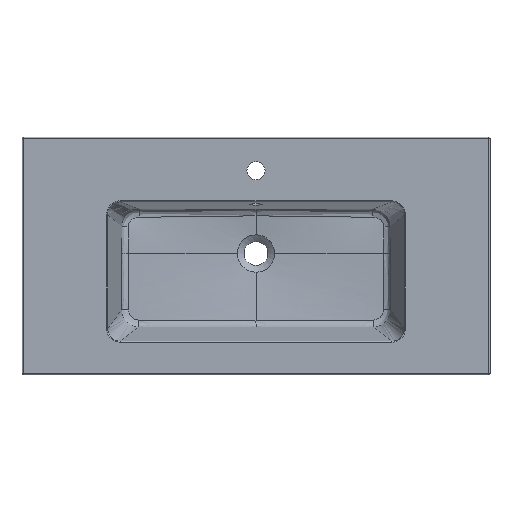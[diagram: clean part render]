
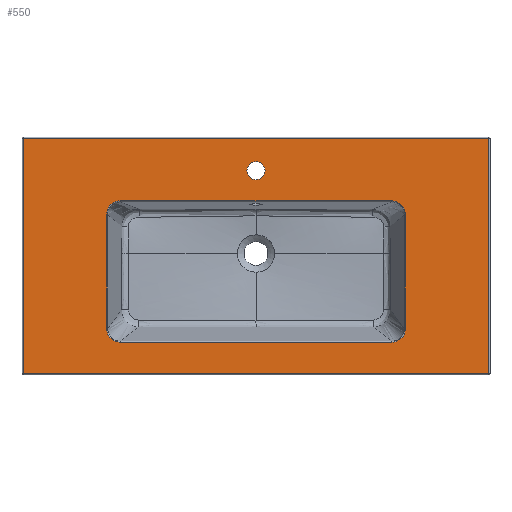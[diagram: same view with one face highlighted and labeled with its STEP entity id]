
A CAD part, top view. The second image highlights one B-rep face of the part: STEP entity #550.
In plain terms, the highlighted planar face has unit normal (0, 0, 1).
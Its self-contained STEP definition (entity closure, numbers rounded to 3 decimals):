
#550=ADVANCED_FACE('',(#752,#753,#754),#730,.T.);
#730=PLANE('',#3437);
#752=FACE_BOUND('',#818,.T.);
#753=FACE_BOUND('',#819,.T.);
#754=FACE_BOUND('',#820,.T.);
#818=EDGE_LOOP('',(#1707));
#819=EDGE_LOOP('',(#1708,#1709,#1710,#1711,#1712,#1713,#1714,#1715));
#820=EDGE_LOOP('',(#1716,#1717,#1718,#1719));
#1034=CIRCLE('',#3436,17.5);
#1313=B_SPLINE_CURVE_WITH_KNOTS('',3,(#29915,#29916,#29917,#29918,#29919,
#29920,#29921,#29922,#29923,#29924),.UNSPECIFIED.,.F.,.F.,(4,2,2,2,4),(0.,
0.25,0.5,0.75,1.),.UNSPECIFIED.);
#1314=B_SPLINE_CURVE_WITH_KNOTS('',3,(#29929,#29930,#29931,#29932,#29933,
#29934,#29935,#29936,#29937,#29938),.UNSPECIFIED.,.F.,.F.,(4,2,2,2,4),(0.,
0.25,0.5,0.75,1.),.UNSPECIFIED.);
#1315=B_SPLINE_CURVE_WITH_KNOTS('',3,(#29942,#29943,#29944,#29945,#29946,
#29947,#29948,#29949,#29950,#29951),.UNSPECIFIED.,.F.,.F.,(4,2,2,2,4),(0.,
0.25,0.5,0.75,1.),.UNSPECIFIED.);
#1316=B_SPLINE_CURVE_WITH_KNOTS('',3,(#29955,#29956,#29957,#29958,#29959,
#29960,#29961,#29962,#29963,#29964),.UNSPECIFIED.,.F.,.F.,(4,2,2,2,4),(0.,
0.25,0.5,0.75,1.),.UNSPECIFIED.);
#1707=ORIENTED_EDGE('',*,*,#2962,.T.);
#1708=ORIENTED_EDGE('',*,*,#2963,.T.);
#1709=ORIENTED_EDGE('',*,*,#2964,.T.);
#1710=ORIENTED_EDGE('',*,*,#2965,.T.);
#1711=ORIENTED_EDGE('',*,*,#2966,.T.);
#1712=ORIENTED_EDGE('',*,*,#2967,.T.);
#1713=ORIENTED_EDGE('',*,*,#2968,.T.);
#1714=ORIENTED_EDGE('',*,*,#2969,.T.);
#1715=ORIENTED_EDGE('',*,*,#2970,.T.);
#1716=ORIENTED_EDGE('',*,*,#2971,.T.);
#1717=ORIENTED_EDGE('',*,*,#2972,.T.);
#1718=ORIENTED_EDGE('',*,*,#2973,.T.);
#1719=ORIENTED_EDGE('',*,*,#2974,.T.);
#2619=VERTEX_POINT('',#29914);
#2620=VERTEX_POINT('',#29925);
#2621=VERTEX_POINT('',#29926);
#2622=VERTEX_POINT('',#29928);
#2623=VERTEX_POINT('',#29939);
#2624=VERTEX_POINT('',#29941);
#2625=VERTEX_POINT('',#29952);
#2626=VERTEX_POINT('',#29954);
#2627=VERTEX_POINT('',#29965);
#2628=VERTEX_POINT('',#29968);
#2629=VERTEX_POINT('',#29969);
#2630=VERTEX_POINT('',#29971);
#2631=VERTEX_POINT('',#29973);
#2962=EDGE_CURVE('',#2619,#2619,#1034,.T.);
#2963=EDGE_CURVE('',#2620,#2621,#1313,.T.);
#2964=EDGE_CURVE('',#2621,#2622,#3308,.T.);
#2965=EDGE_CURVE('',#2622,#2623,#1314,.T.);
#2966=EDGE_CURVE('',#2623,#2624,#3309,.T.);
#2967=EDGE_CURVE('',#2624,#2625,#1315,.T.);
#2968=EDGE_CURVE('',#2625,#2626,#3310,.T.);
#2969=EDGE_CURVE('',#2626,#2627,#1316,.T.);
#2970=EDGE_CURVE('',#2627,#2620,#3311,.T.);
#2971=EDGE_CURVE('',#2628,#2629,#3312,.T.);
#2972=EDGE_CURVE('',#2629,#2630,#3313,.T.);
#2973=EDGE_CURVE('',#2630,#2631,#3314,.T.);
#2974=EDGE_CURVE('',#2631,#2628,#3315,.T.);
#3308=LINE('',#29927,#3361);
#3309=LINE('',#29940,#3362);
#3310=LINE('',#29953,#3363);
#3311=LINE('',#29966,#3364);
#3312=LINE('',#29967,#3365);
#3313=LINE('',#29970,#3366);
#3314=LINE('',#29972,#3367);
#3315=LINE('',#29974,#3368);
#3361=VECTOR('',#3766,1.);
#3362=VECTOR('',#3767,1.);
#3363=VECTOR('',#3768,1.);
#3364=VECTOR('',#3769,1.);
#3365=VECTOR('',#3770,1.);
#3366=VECTOR('',#3771,1.);
#3367=VECTOR('',#3772,1.);
#3368=VECTOR('',#3773,1.);
#3436=AXIS2_PLACEMENT_3D('',#29913,#3764,#3765);
#3437=AXIS2_PLACEMENT_3D('',#29975,#3774,#3775);
#3764=DIRECTION('',(0.,0.,-1.));
#3765=DIRECTION('',(1.,0.,0.));
#3766=DIRECTION('',(0.,-1.,0.));
#3767=DIRECTION('',(-1.,0.,0.));
#3768=DIRECTION('',(0.,1.,0.));
#3769=DIRECTION('',(1.,0.,0.));
#3770=DIRECTION('',(0.,-1.,0.));
#3771=DIRECTION('',(1.,0.,0.));
#3772=DIRECTION('',(0.,1.,0.));
#3773=DIRECTION('',(-1.,0.,0.));
#3774=DIRECTION('',(0.,0.,1.));
#3775=DIRECTION('',(1.,0.,0.));
#29913=CARTESIAN_POINT('',(0.,160.,125.));
#29914=CARTESIAN_POINT('',(17.5,160.,125.));
#29915=CARTESIAN_POINT('',(261.566,101.754,125.));
#29916=CARTESIAN_POINT('',(265.136,101.754,125.));
#29917=CARTESIAN_POINT('',(268.692,101.12,125.));
#29918=CARTESIAN_POINT('',(275.286,98.608,125.));
#29919=CARTESIAN_POINT('',(278.365,96.707,125.));
#29920=CARTESIAN_POINT('',(283.51,91.838,125.));
#29921=CARTESIAN_POINT('',(285.565,88.899,125.));
#29922=CARTESIAN_POINT('',(288.354,82.323,125.));
#29923=CARTESIAN_POINT('',(289.035,78.88,125.));
#29924=CARTESIAN_POINT('',(289.035,75.308,125.));
#29925=CARTESIAN_POINT('',(261.566,101.754,125.));
#29926=CARTESIAN_POINT('',(289.035,75.308,125.));
#29927=CARTESIAN_POINT('',(289.035,0.,125.));
#29928=CARTESIAN_POINT('',(289.035,-144.831,125.));
#29929=CARTESIAN_POINT('',(289.035,-144.831,125.));
#29930=CARTESIAN_POINT('',(289.035,-148.376,125.));
#29931=CARTESIAN_POINT('',(288.392,-151.899,125.));
#29932=CARTESIAN_POINT('',(285.806,-158.421,125.));
#29933=CARTESIAN_POINT('',(283.857,-161.422,125.));
#29934=CARTESIAN_POINT('',(278.855,-166.408,125.));
#29935=CARTESIAN_POINT('',(275.888,-168.33,125.));
#29936=CARTESIAN_POINT('',(269.298,-170.922,125.));
#29937=CARTESIAN_POINT('',(265.873,-171.535,125.));
#29938=CARTESIAN_POINT('',(262.331,-171.535,125.));
#29939=CARTESIAN_POINT('',(262.331,-171.535,125.));
#29940=CARTESIAN_POINT('',(0.,-171.535,125.));
#29941=CARTESIAN_POINT('',(-262.331,-171.535,125.));
#29942=CARTESIAN_POINT('',(-262.331,-171.535,125.));
#29943=CARTESIAN_POINT('',(-265.876,-171.535,125.));
#29944=CARTESIAN_POINT('',(-269.399,-170.892,125.));
#29945=CARTESIAN_POINT('',(-275.921,-168.306,125.));
#29946=CARTESIAN_POINT('',(-278.922,-166.357,125.));
#29947=CARTESIAN_POINT('',(-283.908,-161.355,125.));
#29948=CARTESIAN_POINT('',(-285.83,-158.388,125.));
#29949=CARTESIAN_POINT('',(-288.422,-151.798,125.));
#29950=CARTESIAN_POINT('',(-289.035,-148.373,125.));
#29951=CARTESIAN_POINT('',(-289.035,-144.831,125.));
#29952=CARTESIAN_POINT('',(-289.035,-144.831,125.));
#29953=CARTESIAN_POINT('',(-289.035,0.,125.));
#29954=CARTESIAN_POINT('',(-289.035,75.308,125.));
#29955=CARTESIAN_POINT('',(-289.035,75.308,125.));
#29956=CARTESIAN_POINT('',(-289.035,78.883,125.));
#29957=CARTESIAN_POINT('',(-288.322,82.422,125.));
#29958=CARTESIAN_POINT('',(-285.544,88.926,125.));
#29959=CARTESIAN_POINT('',(-283.481,91.878,125.));
#29960=CARTESIAN_POINT('',(-278.303,96.753,125.));
#29961=CARTESIAN_POINT('',(-275.28,98.617,125.));
#29962=CARTESIAN_POINT('',(-268.606,101.146,125.));
#29963=CARTESIAN_POINT('',(-265.136,101.754,125.));
#29964=CARTESIAN_POINT('',(-261.566,101.754,125.));
#29965=CARTESIAN_POINT('',(-261.566,101.754,125.));
#29966=CARTESIAN_POINT('',(0.,101.754,125.));
#29967=CARTESIAN_POINT('',(-450.5,0.,125.));
#29968=CARTESIAN_POINT('',(-450.5,223.,125.));
#29969=CARTESIAN_POINT('',(-450.5,-233.,125.));
#29970=CARTESIAN_POINT('',(0.,-233.,125.));
#29971=CARTESIAN_POINT('',(450.5,-233.,125.));
#29972=CARTESIAN_POINT('',(450.5,0.,125.));
#29973=CARTESIAN_POINT('',(450.5,223.,125.));
#29974=CARTESIAN_POINT('',(0.,223.,125.));
#29975=CARTESIAN_POINT('',(0.,0.,125.));
